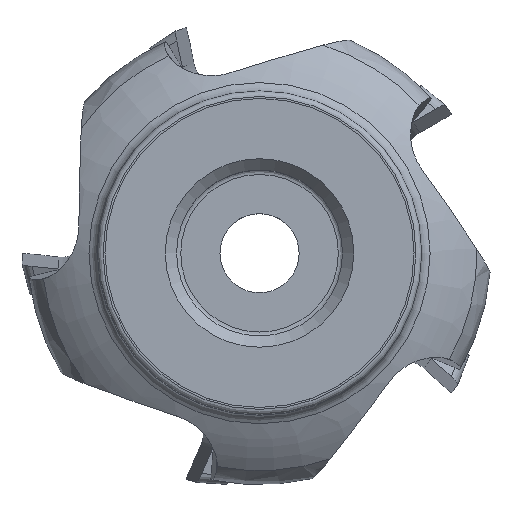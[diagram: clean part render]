
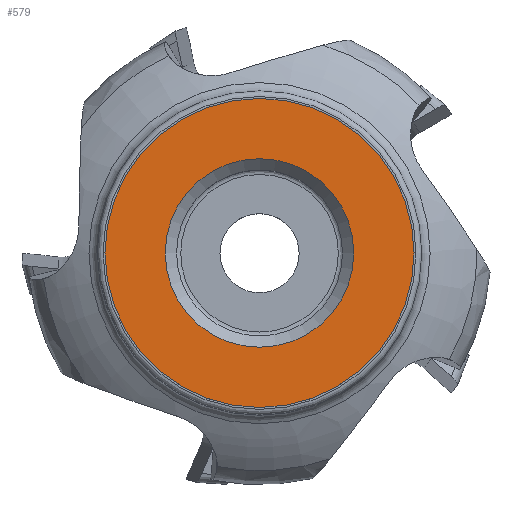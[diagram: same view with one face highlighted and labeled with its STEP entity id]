
A CAD part, top view. The second image highlights one B-rep face of the part: STEP entity #579.
In plain terms, the highlighted planar face has unit normal (0, 0, 1).
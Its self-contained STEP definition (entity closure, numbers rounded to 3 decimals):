
#173=PLANE('',#2415);
#579=ADVANCED_FACE('SU_1',(#821,#822),#173,.F.);
#821=FACE_BOUND('',#898,.T.);
#822=FACE_BOUND('',#899,.T.);
#898=EDGE_LOOP('',(#1217));
#899=EDGE_LOOP('',(#1218));
#1217=ORIENTED_EDGE('',*,*,#1994,.T.);
#1218=ORIENTED_EDGE('',*,*,#1993,.F.);
#1740=VERTEX_POINT('',#4002);
#1741=VERTEX_POINT('',#4006);
#1993=EDGE_CURVE('',#1740,#1740,#2163,.T.);
#1994=EDGE_CURVE('',#1741,#1741,#2164,.T.);
#2163=CIRCLE('',#2410,12.505);
#2164=CIRCLE('',#2413,20.5);
#2410=AXIS2_PLACEMENT_3D('',#4001,#2790,#2791);
#2413=AXIS2_PLACEMENT_3D('',#4005,#2796,#2797);
#2415=AXIS2_PLACEMENT_3D('',#4008,#2800,#2801);
#2790=DIRECTION('',(0.,0.,1.));
#2791=DIRECTION('',(1.,0.,0.));
#2796=DIRECTION('',(0.,0.,1.));
#2797=DIRECTION('',(1.,0.,0.));
#2800=DIRECTION('',(0.,0.,-1.));
#2801=DIRECTION('',(-1.,0.,0.));
#4001=CARTESIAN_POINT('',(0.,0.,0.));
#4002=CARTESIAN_POINT('',(12.505,0.,0.));
#4005=CARTESIAN_POINT('',(0.,0.,0.));
#4006=CARTESIAN_POINT('',(20.5,0.,0.));
#4008=CARTESIAN_POINT('',(0.,0.,0.));
